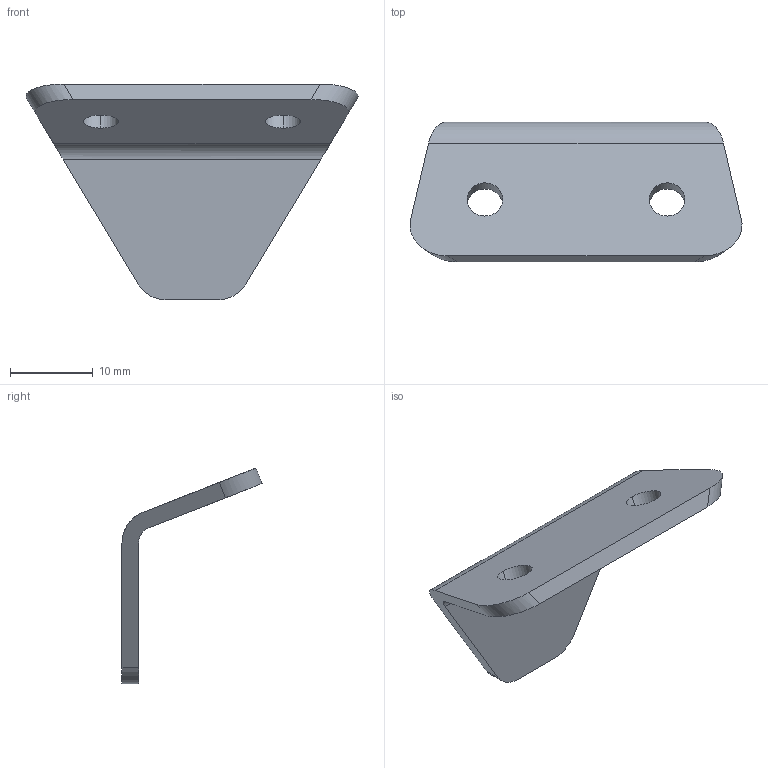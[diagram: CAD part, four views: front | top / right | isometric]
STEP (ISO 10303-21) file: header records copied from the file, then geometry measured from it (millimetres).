
FILE_DESCRIPTION (( 'STEP AP203' ), '1' );
FILE_NAME ('AXIS Lead Screw Bracket.STEP', '2019-10-04T20:17:40', ( '' ), ( '' ), 'SwSTEP 2.0', 'SolidWorks 2018', '' );
FILE_SCHEMA (( 'CONFIG_CONTROL_DESIGN' ));
Length unit declared in the file: millimetre
Products named in the file (1): AXIS Lead Screw Bracket
Bounding box: 40.08 x 16.9 x 26.05 mm (x, y, z)
Volume: 1967.7 mm3; surface area: 2276.6 mm2
Topology: 1 solids, 1 shells, 18 faces, 48 edges, 32 vertices
Faces by surface type: cylinder 10, plane 8
Entity records: 649 total; most frequent: CARTESIAN_POINT 123, ORIENTED_EDGE 96, DIRECTION 90, EDGE_CURVE 48, VERTEX_POINT 32, AXIS2_PLACEMENT_3D 31, LINE 28, VECTOR 28
